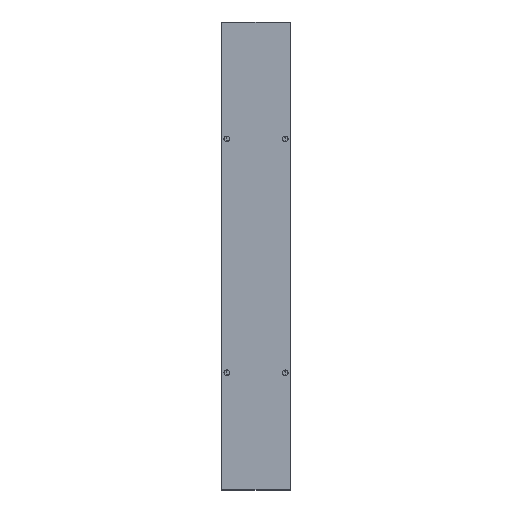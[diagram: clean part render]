
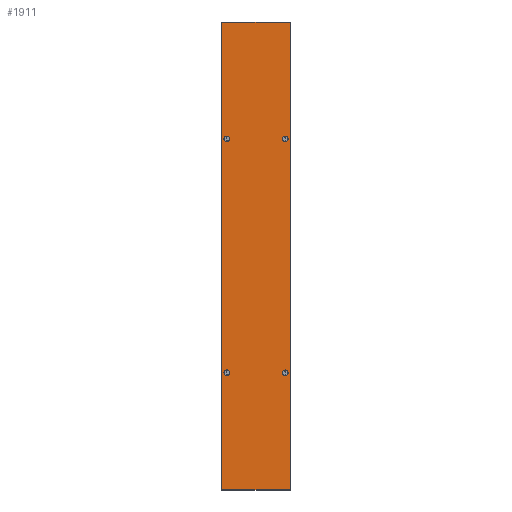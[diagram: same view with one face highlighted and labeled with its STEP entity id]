
A CAD part, top view. The second image highlights one B-rep face of the part: STEP entity #1911.
In plain terms, the highlighted planar face has unit normal (0, 0, 1).
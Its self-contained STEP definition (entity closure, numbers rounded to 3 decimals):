
#310=FACE_BOUND('',#525,.T.);
#311=FACE_BOUND('',#526,.T.);
#312=FACE_BOUND('',#527,.T.);
#313=FACE_BOUND('',#528,.T.);
#344=PLANE('',#2288);
#408=FACE_OUTER_BOUND('',#524,.T.);
#524=EDGE_LOOP('',(#1453,#1454,#1455,#1456));
#525=EDGE_LOOP('',(#1457));
#526=EDGE_LOOP('',(#1458));
#527=EDGE_LOOP('',(#1459));
#528=EDGE_LOOP('',(#1460));
#672=LINE('',#3298,#800);
#673=LINE('',#3300,#801);
#674=LINE('',#3302,#802);
#675=LINE('',#3303,#803);
#800=VECTOR('',#2611,10.);
#801=VECTOR('',#2612,10.);
#802=VECTOR('',#2613,10.);
#803=VECTOR('',#2614,10.);
#927=CIRCLE('',#2287,6.);
#928=CIRCLE('',#2289,6.);
#929=CIRCLE('',#2290,6.);
#930=CIRCLE('',#2291,6.);
#1036=VERTEX_POINT('',#3292);
#1037=VERTEX_POINT('',#3296);
#1038=VERTEX_POINT('',#3297);
#1039=VERTEX_POINT('',#3299);
#1040=VERTEX_POINT('',#3301);
#1041=VERTEX_POINT('',#3304);
#1042=VERTEX_POINT('',#3306);
#1043=VERTEX_POINT('',#3308);
#1200=EDGE_CURVE('',#1036,#1036,#927,.T.);
#1202=EDGE_CURVE('',#1037,#1038,#672,.T.);
#1203=EDGE_CURVE('',#1039,#1037,#673,.T.);
#1204=EDGE_CURVE('',#1040,#1039,#674,.T.);
#1205=EDGE_CURVE('',#1038,#1040,#675,.T.);
#1206=EDGE_CURVE('',#1041,#1041,#928,.T.);
#1207=EDGE_CURVE('',#1042,#1042,#929,.T.);
#1208=EDGE_CURVE('',#1043,#1043,#930,.T.);
#1453=ORIENTED_EDGE('',*,*,#1202,.F.);
#1454=ORIENTED_EDGE('',*,*,#1203,.F.);
#1455=ORIENTED_EDGE('',*,*,#1204,.F.);
#1456=ORIENTED_EDGE('',*,*,#1205,.F.);
#1457=ORIENTED_EDGE('',*,*,#1206,.F.);
#1458=ORIENTED_EDGE('',*,*,#1207,.F.);
#1459=ORIENTED_EDGE('',*,*,#1208,.F.);
#1460=ORIENTED_EDGE('',*,*,#1200,.F.);
#1911=ADVANCED_FACE('',(#408,#310,#311,#312,#313),#344,.T.);
#2287=AXIS2_PLACEMENT_3D('',#3293,#2606,#2607);
#2288=AXIS2_PLACEMENT_3D('',#3295,#2609,#2610);
#2289=AXIS2_PLACEMENT_3D('',#3305,#2615,#2616);
#2290=AXIS2_PLACEMENT_3D('',#3307,#2617,#2618);
#2291=AXIS2_PLACEMENT_3D('',#3309,#2619,#2620);
#2606=DIRECTION('center_axis',(0.,0.,1.));
#2607=DIRECTION('ref_axis',(-1.,0.,0.));
#2609=DIRECTION('center_axis',(0.,0.,1.));
#2610=DIRECTION('ref_axis',(1.,0.,0.));
#2611=DIRECTION('',(0.,-1.,0.));
#2612=DIRECTION('',(1.,0.,0.));
#2613=DIRECTION('',(0.,1.,0.));
#2614=DIRECTION('',(-1.,0.,0.));
#2615=DIRECTION('center_axis',(0.,0.,1.));
#2616=DIRECTION('ref_axis',(-1.,0.,0.));
#2617=DIRECTION('center_axis',(0.,0.,1.));
#2618=DIRECTION('ref_axis',(-1.,0.,0.));
#2619=DIRECTION('center_axis',(0.,0.,1.));
#2620=DIRECTION('ref_axis',(-1.,0.,0.));
#3292=CARTESIAN_POINT('',(156.,600.,15.));
#3293=CARTESIAN_POINT('Origin',(150.,600.,15.));
#3295=CARTESIAN_POINT('Origin',(0.,0.,
15.));
#3296=CARTESIAN_POINT('',(175.,1200.,15.));
#3297=CARTESIAN_POINT('',(175.,-1200.,15.));
#3298=CARTESIAN_POINT('',(175.,1200.,15.));
#3299=CARTESIAN_POINT('',(-175.,1200.,15.));
#3300=CARTESIAN_POINT('',(-175.,1200.,15.));
#3301=CARTESIAN_POINT('',(-175.,-1200.,15.));
#3302=CARTESIAN_POINT('',(-175.,-1200.,15.));
#3303=CARTESIAN_POINT('',(175.,-1200.,15.));
#3304=CARTESIAN_POINT('',(156.,-600.,15.));
#3305=CARTESIAN_POINT('Origin',(150.,-600.,15.));
#3306=CARTESIAN_POINT('',(-144.,-600.,15.));
#3307=CARTESIAN_POINT('Origin',(-150.,-600.,15.));
#3308=CARTESIAN_POINT('',(-144.,600.,15.));
#3309=CARTESIAN_POINT('Origin',(-150.,600.,15.));
